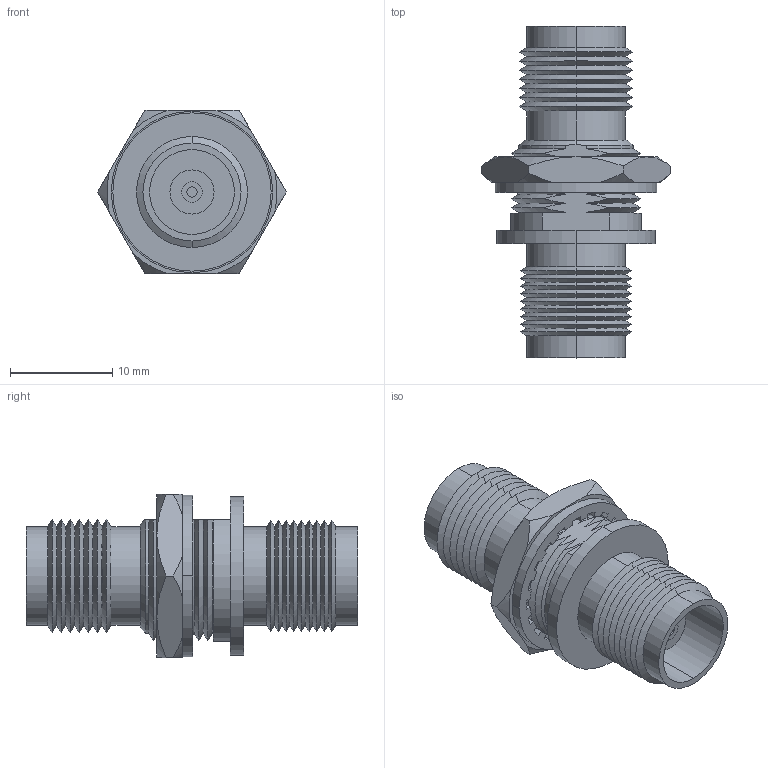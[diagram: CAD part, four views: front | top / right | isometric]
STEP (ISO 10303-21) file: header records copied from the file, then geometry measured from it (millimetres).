
FILE_DESCRIPTION (( 'STEP AP214' ), '1' );
FILE_NAME ('FMAD10062_3D.step', '2025-02-24T20:24:08', ( '' ), ( '' ), 'SwSTEP 2.0', 'SolidWorks 2022', '' );
FILE_SCHEMA (( 'AUTOMOTIVE_DESIGN' ));
Length unit declared in the file: inch
Products named in the file (4): Copy of BA1090-MA2^FMAD10062; Copy of BA1090-MA3^FMAD10062; Copy of BA1090-MA1^FMAD10062; FMAD10062_3D
Assembly tree (3 placements, depth 2):
  FMAD10062_3D
    Copy of BA1090-MA1^FMAD10062
    Copy of BA1090-MA2^FMAD10062
    Copy of BA1090-MA3^FMAD10062
Bounding box: 18.48 x 32.5 x 16 mm (x, y, z)
Volume: 2558.1 mm3; surface area: 3326.8 mm2
Topology: 3 solids, 3 shells, 281 faces, 682 edges, 418 vertices
Faces by surface type: cylinder 117, cone 99, plane 65
Entity records: 9063 total; most frequent: CARTESIAN_POINT 1653, DIRECTION 1496, ORIENTED_EDGE 1364, EDGE_CURVE 682, AXIS2_PLACEMENT_3D 581, VERTEX_POINT 418, LINE 334, VECTOR 334
